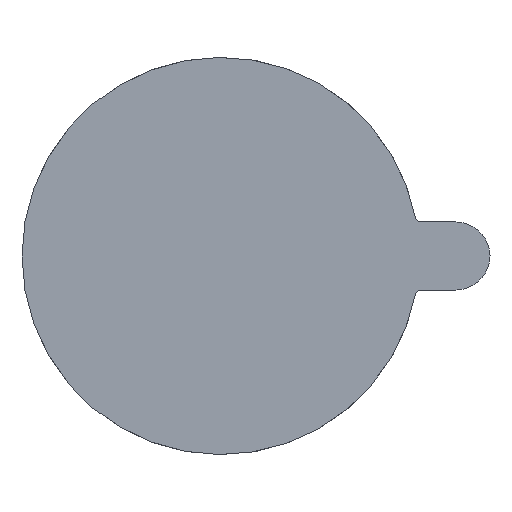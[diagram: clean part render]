
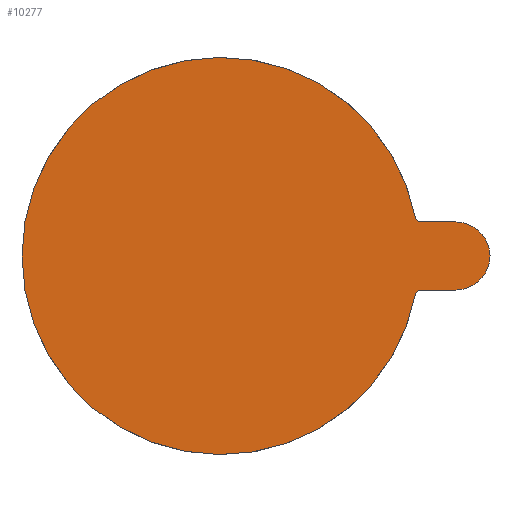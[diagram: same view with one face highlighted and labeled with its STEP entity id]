
A CAD part, top view. The second image highlights one B-rep face of the part: STEP entity #10277.
In plain terms, the highlighted planar face has unit normal (0, 0, 1).
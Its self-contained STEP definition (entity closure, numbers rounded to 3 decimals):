
#244 = CIRCLE ( 'NONE', #8623, 0.5 ) ;
#692 = EDGE_CURVE ( 'NONE', #11270, #8891, #244, .T. ) ;
#1444 = CARTESIAN_POINT ( 'NONE',  ( 67.681, 50.036, 0.34 ) ) ;
#1559 = LINE ( 'NONE', #11596, #14686 ) ;
#1964 = DIRECTION ( 'NONE',  ( 1., 0., 0. ) ) ;
#2058 = AXIS2_PLACEMENT_3D ( 'NONE', #13813, #4494, #13655 ) ;
#2129 = VERTEX_POINT ( 'NONE', #1444 ) ;
#2894 = AXIS2_PLACEMENT_3D ( 'NONE', #3146, #4520, #8937 ) ;
#3123 = AXIS2_PLACEMENT_3D ( 'NONE', #11323, #3578, #11472 ) ;
#3146 = CARTESIAN_POINT ( 'NONE',  ( 50.024, 53.036, 0.34 ) ) ;
#3154 = VERTEX_POINT ( 'NONE', #10882 ) ;
#3578 = DIRECTION ( 'NONE',  ( 0., 0., 1. ) ) ;
#3838 = EDGE_CURVE ( 'NONE', #10590, #3154, #13697, .T. ) ;
#4199 = PLANE ( 'NONE',  #14820 ) ;
#4259 = ORIENTED_EDGE ( 'NONE', *, *, #3838, .T. ) ;
#4494 = DIRECTION ( 'NONE',  ( 0., 0., 1. ) ) ;
#4520 = DIRECTION ( 'NONE',  ( 0., 0., -1. ) ) ;
#4779 = ORIENTED_EDGE ( 'NONE', *, *, #5008, .F. ) ;
#4962 = CARTESIAN_POINT ( 'NONE',  ( 67.681, 56.536, 0.34 ) ) ;
#5008 = EDGE_CURVE ( 'NONE', #2129, #13912, #14533, .T. ) ;
#5703 = ORIENTED_EDGE ( 'NONE', *, *, #692, .F. ) ;
#5789 = EDGE_CURVE ( 'NONE', #8891, #3154, #10205, .T. ) ;
#5938 = DIRECTION ( 'NONE',  ( 0., 0., 1. ) ) ;
#5988 = CARTESIAN_POINT ( 'NONE',  ( 67.19, 49.634, 0.34 ) ) ;
#7536 = FACE_OUTER_BOUND ( 'NONE', #10263, .T. ) ;
#7606 = DIRECTION ( 'NONE',  ( 0., 0., -1. ) ) ;
#7666 = CARTESIAN_POINT ( 'NONE',  ( 70.765, 50.036, 0.34 ) ) ;
#8173 = CIRCLE ( 'NONE', #2894, 17.5 ) ;
#8277 = VECTOR ( 'NONE', #1964, 1000. ) ;
#8461 = ORIENTED_EDGE ( 'NONE', *, *, #13242, .F. ) ;
#8623 = AXIS2_PLACEMENT_3D ( 'NONE', #4962, #5938, #10585 ) ;
#8891 = VERTEX_POINT ( 'NONE', #13943 ) ;
#8937 = DIRECTION ( 'NONE',  ( -1., 0., 0. ) ) ;
#9283 = DIRECTION ( 'NONE',  ( -1., 0., 0. ) ) ;
#9964 = CARTESIAN_POINT ( 'NONE',  ( 67.681, 49.536, 0.34 ) ) ;
#10205 = LINE ( 'NONE', #12230, #8277 ) ;
#10263 = EDGE_LOOP ( 'NONE', ( #4779, #13184, #4259, #12318, #5703, #8461 ) ) ;
#10277 = ADVANCED_FACE ( 'NONE', ( #7536 ), #4199, .F. ) ;
#10585 = DIRECTION ( 'NONE',  ( -1., 0., 0. ) ) ;
#10590 = VERTEX_POINT ( 'NONE', #7666 ) ;
#10882 = CARTESIAN_POINT ( 'NONE',  ( 70.765, 56.036, 0.34 ) ) ;
#11270 = VERTEX_POINT ( 'NONE', #12864 ) ;
#11323 = CARTESIAN_POINT ( 'NONE',  ( 70.765, 53.036, 0.34 ) ) ;
#11469 = EDGE_CURVE ( 'NONE', #10590, #2129, #1559, .T. ) ;
#11472 = DIRECTION ( 'NONE',  ( -1., 0., 0. ) ) ;
#11596 = CARTESIAN_POINT ( 'NONE',  ( 70.765, 50.036, 0.34 ) ) ;
#12216 = DIRECTION ( 'NONE',  ( -1., 0., 0. ) ) ;
#12230 = CARTESIAN_POINT ( 'NONE',  ( 67.681, 56.036, 0.34 ) ) ;
#12318 = ORIENTED_EDGE ( 'NONE', *, *, #5789, .F. ) ;
#12864 = CARTESIAN_POINT ( 'NONE',  ( 67.19, 56.439, 0.34 ) ) ;
#13184 = ORIENTED_EDGE ( 'NONE', *, *, #11469, .F. ) ;
#13242 = EDGE_CURVE ( 'NONE', #13912, #11270, #8173, .T. ) ;
#13655 = DIRECTION ( 'NONE',  ( -1., 0., 0. ) ) ;
#13697 = CIRCLE ( 'NONE', #3123, 3. ) ;
#13813 = CARTESIAN_POINT ( 'NONE',  ( 67.681, 49.536, 0.34 ) ) ;
#13912 = VERTEX_POINT ( 'NONE', #5988 ) ;
#13943 = CARTESIAN_POINT ( 'NONE',  ( 67.681, 56.036, 0.34 ) ) ;
#14533 = CIRCLE ( 'NONE', #2058, 0.5 ) ;
#14686 = VECTOR ( 'NONE', #9283, 1000. ) ;
#14820 = AXIS2_PLACEMENT_3D ( 'NONE', #9964, #7606, #12216 ) ;
